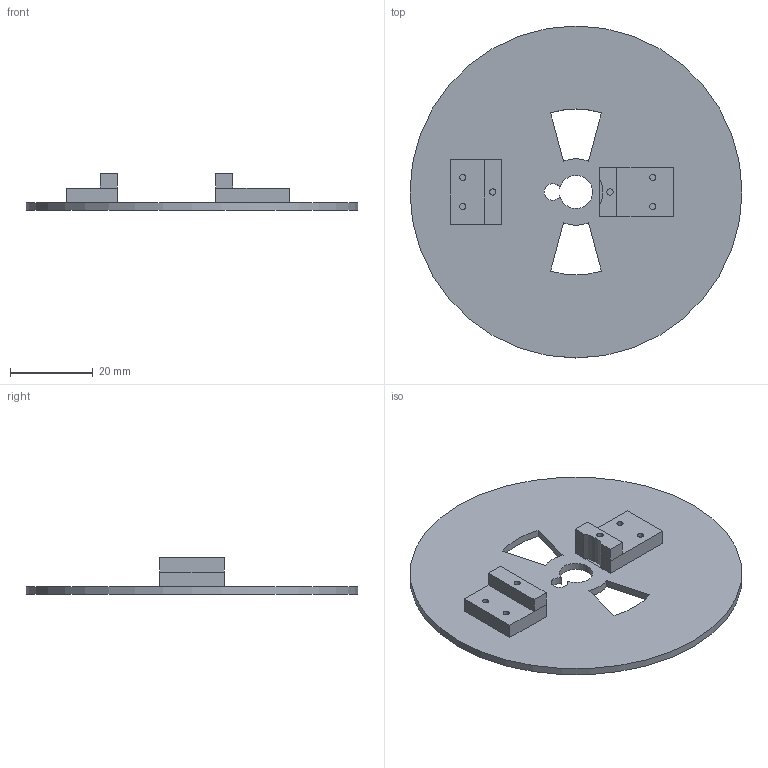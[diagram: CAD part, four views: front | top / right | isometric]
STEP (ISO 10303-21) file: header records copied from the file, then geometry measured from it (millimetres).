
FILE_DESCRIPTION(('FreeCAD Model'),'2;1');
FILE_NAME('rotating_plate.step','2015-06-17T00:21:41',( 'Author'),(''),'Open CASCADE STEP processor 6.8','FreeCAD','Unknown' );
FILE_SCHEMA(('AUTOMOTIVE_DESIGN_CC2 { 1 2 10303 214 -1 1 5 4 }'));
Length unit declared in the file: millimetre
Products named in the file (1): Pocket005
Bounding box: 80 x 80 x 8.9 mm (x, y, z)
Volume: 10313 mm3; surface area: 10958.2 mm2
Topology: 1 solids, 1 shells, 49 faces, 107 edges, 68 vertices
Faces by surface type: plane 35, cylinder 14
Full cylindrical faces by diameter (mm): 1.5 x6, 80 x1
Entity records: 2823 total; most frequent: CARTESIAN_POINT 603, DIRECTION 415, LINE 257, VECTOR 257, ORIENTED_EDGE 214, PCURVE 214, DEFINITIONAL_REPRESENTATION 214, EDGE_CURVE 107
